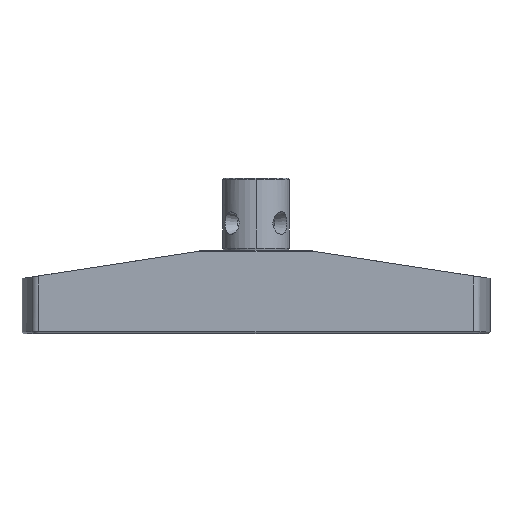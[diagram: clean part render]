
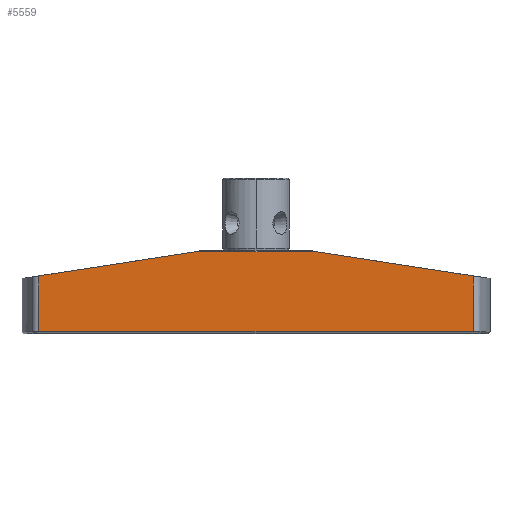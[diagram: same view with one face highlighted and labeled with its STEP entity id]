
A CAD part, front view. The second image highlights one B-rep face of the part: STEP entity #5559.
In plain terms, the highlighted planar face has unit normal (0, -1, 0).
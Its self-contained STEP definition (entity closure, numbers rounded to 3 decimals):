
#2849=EDGE_CURVE('NONE',#6181,#3111,#8130,.T.);
#3111=VERTEX_POINT('NONE',#8444);
#3229=EDGE_CURVE('NONE',#4689,#4517,#8576,.T.);
#3909=EDGE_CURVE('NONE',#4533,#4869,#9349,.T.);
#3919=EDGE_CURVE('NONE',#4517,#6181,#9359,.T.);
#4517=VERTEX_POINT('NONE',#10038);
#4533=VERTEX_POINT('NONE',#10057);
#4583=EDGE_CURVE('NONE',#4533,#3111,#10109,.T.);
#4689=VERTEX_POINT('NONE',#10227);
#4869=VERTEX_POINT('NONE',#10423);
#5559=ADVANCED_FACE('NONE',(#11209),#11210,.F.);
#6181=VERTEX_POINT('NONE',#11947);
#6849=EDGE_CURVE('NONE',#4689,#4869,#12693,.T.);
#8130=LINE('',#14159,#14160);
#8444=CARTESIAN_POINT('',(118.26,-34.0,-13.075));
#8576=LINE('',#14871,#14872);
#9349=LINE('',#15903,#15904);
#9359=LINE('',#15918,#15919);
#10038=CARTESIAN_POINT('',(-118.26,-34.0,-43.5));
#10057=CARTESIAN_POINT('',(33.5,-34.0,0.0));
#10109=LINE('',#16946,#16947);
#10227=CARTESIAN_POINT('',(-118.26,-34.0,-13.075));
#10423=CARTESIAN_POINT('',(-33.5,-34.0,0.0));
#11209=FACE_OUTER_BOUND('',#18519,.T.);
#11210=PLANE('',#18520);
#11947=CARTESIAN_POINT('',(118.26,-34.0,-43.5));
#12693=LINE('',#20550,#20551);
#14159=CARTESIAN_POINT('',(118.26,-34.0,-44.5));
#14160=VECTOR('',#22533,1000.0);
#14871=CARTESIAN_POINT('',(-118.26,-34.0,-44.5));
#14872=VECTOR('',#23140,1000.0);
#15903=CARTESIAN_POINT('',(121.025,-34.0,0.0));
#15904=VECTOR('',#24127,1000.0);
#15918=CARTESIAN_POINT('',(118.26,-34.0,-43.5));
#15919=VECTOR('',#24132,1000.0);
#16946=CARTESIAN_POINT('',(133.5,-34.0,-15.426));
#16947=VECTOR('',#25079,1000.0);
#18519=EDGE_LOOP('',(#26417,#26418,#26419,#26420,#26421,#26422));
#18520=AXIS2_PLACEMENT_3D('',#26423,#26424,#26425);
#20550=CARTESIAN_POINT('',(-133.5,-34.0,-15.426));
#20551=VECTOR('',#28230,1000.0);
#22533=DIRECTION('',(0.0,0.0,1.0));
#23140=DIRECTION('',(0.0,0.0,-1.0));
#24127=DIRECTION('',(-1.0,0.0,0.0));
#24132=DIRECTION('',(1.0,0.0,0.0));
#25079=DIRECTION('',(0.988,0.0,-0.152));
#26417=ORIENTED_EDGE('',*,*,#3229,.T.);
#26418=ORIENTED_EDGE('',*,*,#3919,.T.);
#26419=ORIENTED_EDGE('',*,*,#2849,.T.);
#26420=ORIENTED_EDGE('',*,*,#4583,.F.);
#26421=ORIENTED_EDGE('',*,*,#3909,.T.);
#26422=ORIENTED_EDGE('',*,*,#6849,.F.);
#26423=CARTESIAN_POINT('',(121.025,-34.0,-44.5));
#26424=DIRECTION('',(0.0,1.0,0.0));
#26425=DIRECTION('',(-1.0,0.0,0.0));
#28230=DIRECTION('',(0.988,0.0,0.152));
